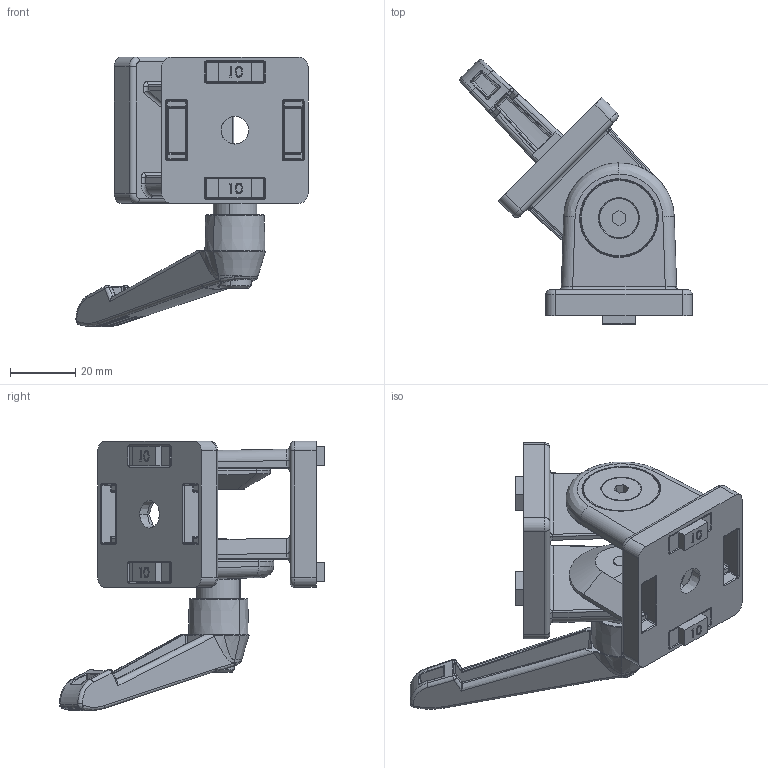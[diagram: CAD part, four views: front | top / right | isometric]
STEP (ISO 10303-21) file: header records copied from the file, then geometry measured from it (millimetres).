
FILE_DESCRIPTION (( 'STEP AP203' ), '1' );
FILE_NAME ('151254.step', '2022-04-18T18:47:53', ( '' ), ( '' ), 'SwSTEP 2.0', 'SolidWorks 2021', '' );
FILE_SCHEMA (( 'CONFIG_CONTROL_DESIGN' ));
Products named in the file (1): 151254
Bounding box: 71.43 x 81.56 x 83.03 mm (x, y, z)
Volume: 63302.6 mm3; surface area: 38940.9 mm2
Topology: 15 solids, 16 shells, 1678 faces, 3923 edges, 2181 vertices
Faces by surface type: cylinder 479, plane 389, bspline 363, torus 209, sphere 144, cone 94
Entity records: 61160 total; most frequent: CARTESIAN_POINT 26172, ORIENTED_EDGE 7538, DIRECTION 6960, EDGE_CURVE 3769, AXIS2_PLACEMENT_3D 2800, VERTEX_POINT 2179, EDGE_LOOP 1758, ADVANCED_FACE 1678
